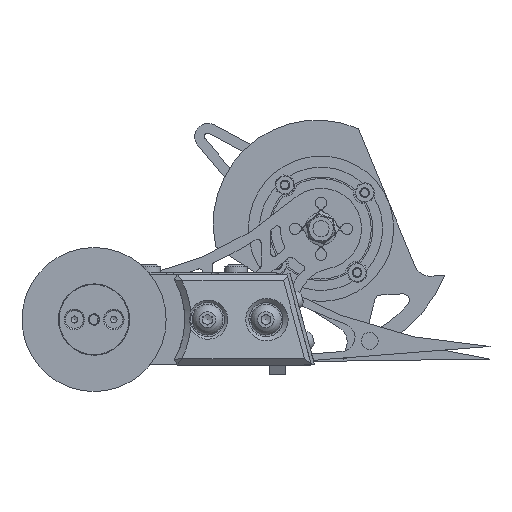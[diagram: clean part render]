
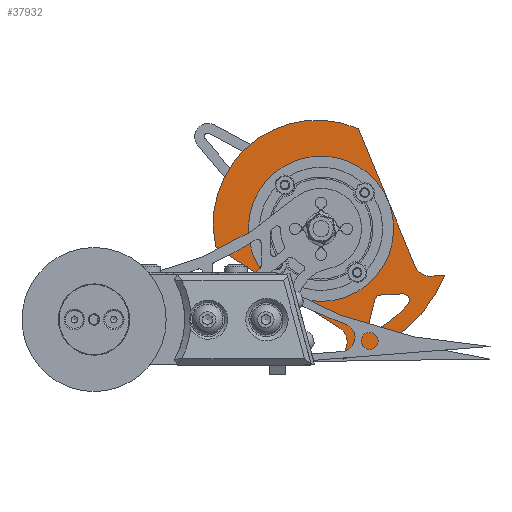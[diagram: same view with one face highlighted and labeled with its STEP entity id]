
A CAD part, left-side view. The second image highlights one B-rep face of the part: STEP entity #37932.
In plain terms, the highlighted face is planar.
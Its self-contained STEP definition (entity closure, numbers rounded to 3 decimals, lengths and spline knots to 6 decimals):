
#4931=LINE('',#65408,#8341);
#4937=LINE('',#65422,#8347);
#4941=LINE('',#65431,#8351);
#4944=LINE('',#65441,#8354);
#4949=LINE('',#65452,#8359);
#4952=LINE('',#65462,#8362);
#8341=VECTOR('',#53271,1.);
#8347=VECTOR('',#53279,1.);
#8351=VECTOR('',#53285,1.);
#8354=VECTOR('',#53296,1.);
#8359=VECTOR('',#53303,1.);
#8362=VECTOR('',#53314,1.);
#18694=ORIENTED_EDGE('',*,*,#24096,.T.);
#18695=ORIENTED_EDGE('',*,*,#24097,.T.);
#18696=ORIENTED_EDGE('',*,*,#24098,.T.);
#18697=ORIENTED_EDGE('',*,*,#24099,.T.);
#18698=ORIENTED_EDGE('',*,*,#24100,.T.);
#18699=ORIENTED_EDGE('',*,*,#24064,.T.);
#18700=ORIENTED_EDGE('',*,*,#24101,.T.);
#18701=ORIENTED_EDGE('',*,*,#24079,.T.);
#18702=ORIENTED_EDGE('',*,*,#24076,.F.);
#18703=ORIENTED_EDGE('',*,*,#24074,.F.);
#18704=ORIENTED_EDGE('',*,*,#24102,.T.);
#18705=ORIENTED_EDGE('',*,*,#24069,.F.);
#18706=ORIENTED_EDGE('',*,*,#24066,.F.);
#18707=ORIENTED_EDGE('',*,*,#24060,.T.);
#18708=ORIENTED_EDGE('',*,*,#24103,.T.);
#18709=ORIENTED_EDGE('',*,*,#24054,.T.);
#18710=ORIENTED_EDGE('',*,*,#24104,.T.);
#18711=ORIENTED_EDGE('',*,*,#24082,.T.);
#18712=ORIENTED_EDGE('',*,*,#24105,.T.);
#24054=EDGE_CURVE('',#27680,#27681,#4931,.T.);
#24060=EDGE_CURVE('',#27687,#27686,#4937,.T.);
#24064=EDGE_CURVE('',#27691,#27690,#4941,.T.);
#24066=EDGE_CURVE('',#27691,#27692,#29414,.T.);
#24069=EDGE_CURVE('',#27692,#27694,#4944,.T.);
#24074=EDGE_CURVE('',#27698,#27699,#4949,.T.);
#24076=EDGE_CURVE('',#27699,#27700,#29416,.T.);
#24079=EDGE_CURVE('',#27702,#27700,#4952,.T.);
#24082=EDGE_CURVE('',#27704,#27705,#29418,.T.);
#24096=EDGE_CURVE('',#27713,#27713,#29430,.T.);
#24097=EDGE_CURVE('',#27714,#27714,#29431,.T.);
#24098=EDGE_CURVE('',#27715,#27715,#29432,.T.);
#24099=EDGE_CURVE('',#27716,#27716,#29433,.T.);
#24100=EDGE_CURVE('',#27717,#27717,#29434,.T.);
#24101=EDGE_CURVE('',#27690,#27702,#29435,.T.);
#24102=EDGE_CURVE('',#27698,#27694,#29436,.T.);
#24103=EDGE_CURVE('',#27686,#27680,#29437,.T.);
#24104=EDGE_CURVE('',#27681,#27704,#29438,.T.);
#24105=EDGE_CURVE('',#27705,#27687,#29439,.T.);
#27680=VERTEX_POINT('',#65409);
#27681=VERTEX_POINT('',#65410);
#27686=VERTEX_POINT('',#65421);
#27687=VERTEX_POINT('',#65423);
#27690=VERTEX_POINT('',#65430);
#27691=VERTEX_POINT('',#65432);
#27692=VERTEX_POINT('',#65436);
#27694=VERTEX_POINT('',#65442);
#27698=VERTEX_POINT('',#65451);
#27699=VERTEX_POINT('',#65453);
#27700=VERTEX_POINT('',#65457);
#27702=VERTEX_POINT('',#65463);
#27704=VERTEX_POINT('',#65469);
#27705=VERTEX_POINT('',#65470);
#27713=VERTEX_POINT('',#65494);
#27714=VERTEX_POINT('',#65496);
#27715=VERTEX_POINT('',#65498);
#27716=VERTEX_POINT('',#65500);
#27717=VERTEX_POINT('',#65502);
#29414=CIRCLE('',#42319,0.032);
#29416=CIRCLE('',#42324,0.0425);
#29418=CIRCLE('',#42328,0.0375);
#29430=CIRCLE('',#42342,0.00155);
#29431=CIRCLE('',#42343,0.0145);
#29432=CIRCLE('',#42344,0.00155);
#29433=CIRCLE('',#42345,0.00155);
#29434=CIRCLE('',#42346,0.00155);
#29435=CIRCLE('',#42347,0.005);
#29436=CIRCLE('',#42348,0.005);
#29437=CIRCLE('',#42349,0.002);
#29438=CIRCLE('',#42350,0.002);
#29439=CIRCLE('',#42351,0.002);
#32001=EDGE_LOOP('',(#18694));
#32002=EDGE_LOOP('',(#18695));
#32003=EDGE_LOOP('',(#18696));
#32004=EDGE_LOOP('',(#18697));
#32005=EDGE_LOOP('',(#18698));
#32006=EDGE_LOOP('',(#18699,#18700,#18701,#18702,#18703,#18704,#18705,#18706));
#32007=EDGE_LOOP('',(#18707,#18708,#18709,#18710,#18711,#18712));
#34611=FACE_BOUND('',#32001,.T.);
#34612=FACE_BOUND('',#32002,.T.);
#34613=FACE_BOUND('',#32003,.T.);
#34614=FACE_BOUND('',#32004,.T.);
#34615=FACE_BOUND('',#32005,.T.);
#34616=FACE_BOUND('',#32006,.T.);
#34617=FACE_BOUND('',#32007,.T.);
#35858=PLANE('',#42341);
#37932=ADVANCED_FACE('',(#34611,#34612,#34613,#34614,#34615,#34616,#34617),
#35858,.F.);
#42319=AXIS2_PLACEMENT_3D('',#65435,#53289,#53290);
#42324=AXIS2_PLACEMENT_3D('',#65456,#53307,#53308);
#42328=AXIS2_PLACEMENT_3D('',#65468,#53319,#53320);
#42341=AXIS2_PLACEMENT_3D('',#65492,#53347,#53348);
#42342=AXIS2_PLACEMENT_3D('',#65493,#53349,#53350);
#42343=AXIS2_PLACEMENT_3D('',#65495,#53351,#53352);
#42344=AXIS2_PLACEMENT_3D('',#65497,#53353,#53354);
#42345=AXIS2_PLACEMENT_3D('',#65499,#53355,#53356);
#42346=AXIS2_PLACEMENT_3D('',#65501,#53357,#53358);
#42347=AXIS2_PLACEMENT_3D('',#65503,#53359,#53360);
#42348=AXIS2_PLACEMENT_3D('',#65504,#53361,#53362);
#42349=AXIS2_PLACEMENT_3D('',#65505,#53363,#53364);
#42350=AXIS2_PLACEMENT_3D('',#65506,#53365,#53366);
#42351=AXIS2_PLACEMENT_3D('',#65507,#53367,#53368);
#53271=DIRECTION('',(0.804,0.595,0.));
#53279=DIRECTION('',(0.804,-0.595,0.));
#53285=DIRECTION('',(0.294,0.956,0.));
#53289=DIRECTION('',(0.,0.,1.));
#53290=DIRECTION('',(1.,0.,0.));
#53296=DIRECTION('',(-0.294,0.956,0.));
#53303=DIRECTION('',(0.804,0.595,0.));
#53307=DIRECTION('',(0.,0.,1.));
#53308=DIRECTION('',(1.,0.,0.));
#53314=DIRECTION('',(-0.804,0.595,0.));
#53319=DIRECTION('',(0.,0.,1.));
#53320=DIRECTION('',(1.,0.,0.));
#53347=DIRECTION('',(0.,0.,1.));
#53348=DIRECTION('',(1.,0.,0.));
#53349=DIRECTION('',(0.,0.,1.));
#53350=DIRECTION('',(1.,0.,0.));
#53351=DIRECTION('',(0.,0.,1.));
#53352=DIRECTION('',(1.,0.,0.));
#53353=DIRECTION('',(0.,0.,1.));
#53354=DIRECTION('',(1.,0.,0.));
#53355=DIRECTION('',(0.,0.,1.));
#53356=DIRECTION('',(1.,0.,0.));
#53357=DIRECTION('',(0.,0.,1.));
#53358=DIRECTION('',(1.,0.,0.));
#53359=DIRECTION('',(0.,0.,1.));
#53360=DIRECTION('',(1.,0.,0.));
#53361=DIRECTION('',(0.,0.,1.));
#53362=DIRECTION('',(1.,0.,0.));
#53363=DIRECTION('',(0.,0.,1.));
#53364=DIRECTION('',(1.,0.,0.));
#53365=DIRECTION('',(0.,0.,1.));
#53366=DIRECTION('',(1.,0.,0.));
#53367=DIRECTION('',(0.,0.,1.));
#53368=DIRECTION('',(1.,0.,0.));
#65408=CARTESIAN_POINT('',(0.007884,0.0344,0.));
#65409=CARTESIAN_POINT('',(0.00119,0.029446,0.));
#65410=CARTESIAN_POINT('',(0.006631,0.033473,0.));
#65421=CARTESIAN_POINT('',(-0.00119,0.029446,0.));
#65422=CARTESIAN_POINT('',(-0.002797,0.030636,0.));
#65423=CARTESIAN_POINT('',(-0.006631,0.033473,0.));
#65430=CARTESIAN_POINT('',(-0.015041,0.029322,0.));
#65431=CARTESIAN_POINT('',(-0.017991,0.019735,0.));
#65432=CARTESIAN_POINT('',(-0.028526,-0.0145,0.));
#65435=CARTESIAN_POINT('',(0.,0.,0.));
#65436=CARTESIAN_POINT('',(0.028526,-0.0145,0.));
#65441=CARTESIAN_POINT('',(0.017991,0.019735,0.));
#65442=CARTESIAN_POINT('',(0.015041,0.029322,0.));
#65451=CARTESIAN_POINT('',(0.016846,0.034812,0.));
#65452=CARTESIAN_POINT('',(0.017138,0.035029,0.));
#65453=CARTESIAN_POINT('',(0.020277,0.037351,0.));
#65456=CARTESIAN_POINT('',(0.,0.,0.));
#65457=CARTESIAN_POINT('',(-0.020277,0.037351,0.));
#65462=CARTESIAN_POINT('',(-0.017138,0.035029,0.));
#65463=CARTESIAN_POINT('',(-0.016846,0.034812,0.));
#65468=CARTESIAN_POINT('',(0.,0.,0.));
#65469=CARTESIAN_POINT('',(0.005748,0.037057,0.));
#65470=CARTESIAN_POINT('',(-0.005748,0.037057,0.));
#65492=CARTESIAN_POINT('',(0.,0.,0.));
#65493=CARTESIAN_POINT('',(0.,0.019461,0.));
#65494=CARTESIAN_POINT('',(0.00155,0.019461,0.));
#65495=CARTESIAN_POINT('',(0.,0.001961,0.));
#65496=CARTESIAN_POINT('',(0.0145,0.001961,0.));
#65497=CARTESIAN_POINT('',(-0.0175,0.001961,0.));
#65498=CARTESIAN_POINT('',(-0.01595,0.001961,0.));
#65499=CARTESIAN_POINT('',(0.,-0.015539,0.));
#65500=CARTESIAN_POINT('',(0.00155,-0.015539,0.));
#65501=CARTESIAN_POINT('',(0.0175,0.001961,0.));
#65502=CARTESIAN_POINT('',(0.01905,0.001961,0.));
#65503=CARTESIAN_POINT('',(-0.01982,0.030793,0.));
#65504=CARTESIAN_POINT('',(0.01982,0.030793,0.));
#65505=CARTESIAN_POINT('',(0.,0.031053,0.));
#65506=CARTESIAN_POINT('',(0.005441,0.03508,0.));
#65507=CARTESIAN_POINT('',(-0.005441,0.03508,0.));
